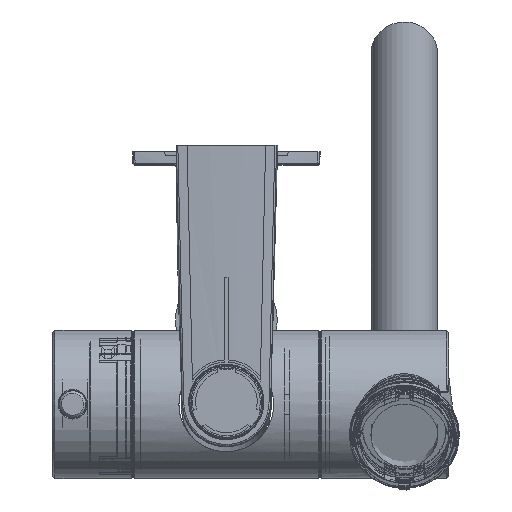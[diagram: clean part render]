
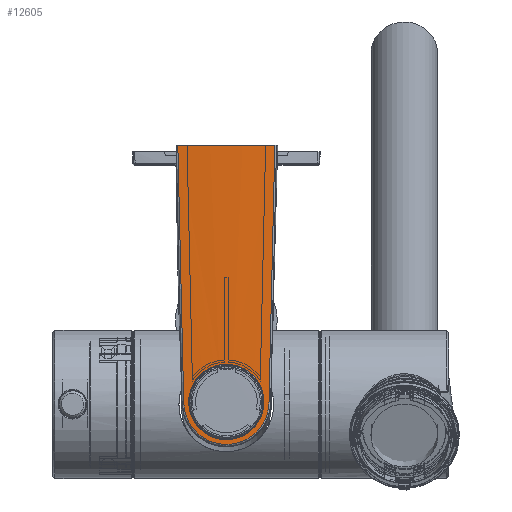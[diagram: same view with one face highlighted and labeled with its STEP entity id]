
A CAD part, top view. The second image highlights one B-rep face of the part: STEP entity #12605.
In plain terms, the highlighted conical face has half-angle 0.25 degrees and reference radius 199.852 mm.
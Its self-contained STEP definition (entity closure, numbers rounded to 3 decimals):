
#524=CONICAL_SURFACE('',#13910,199.853,0.004);
#889=CIRCLE('',#13909,200.);
#1642=B_SPLINE_CURVE_WITH_KNOTS('',3,(#24826,#24827,#24828,#24829),
 .UNSPECIFIED.,.F.,.F.,(4,4),(0.,0.058),.UNSPECIFIED.);
#1645=B_SPLINE_CURVE_WITH_KNOTS('',3,(#24873,#24874,#24875,#24876,#24877,
#24878,#24879,#24880,#24881,#24882,#24883),.UNSPECIFIED.,.F.,.F.,(4,1,1,
1,1,1,1,1,4),(0.085,0.088,0.092,
0.096,0.1,0.103,0.107,
0.111,0.115),.UNSPECIFIED.);
#1651=B_SPLINE_CURVE_WITH_KNOTS('',3,(#25168,#25169,#25170,#25171),
 .UNSPECIFIED.,.F.,.F.,(4,4),(0.,0.058),.UNSPECIFIED.);
#1652=B_SPLINE_CURVE_WITH_KNOTS('',3,(#25173,#25174,#25175,#25176,#25177,
#25178,#25179,#25180,#25181,#25182,#25183,#25184,#25185,#25186,#25187,#25188,
#25189,#25190,#25191),.UNSPECIFIED.,.T.,.F.,(1,1,1,1,1,1,1,1,1,1,1,1,1,
1,1,1,1,1,1,1,1,1,1),(-0.01,-0.007,-0.003,
0.,0.003,0.007,0.01,0.013,
0.017,0.02,0.023,0.027,
0.03,0.033,0.037,0.04,
0.043,0.046,0.05,0.053,
0.056,0.06,0.063),.UNSPECIFIED.);
#3766=ORIENTED_EDGE('',*,*,#6672,.F.);
#3767=ORIENTED_EDGE('',*,*,#6662,.T.);
#3768=ORIENTED_EDGE('',*,*,#6659,.T.);
#3769=ORIENTED_EDGE('',*,*,#6670,.F.);
#3770=ORIENTED_EDGE('',*,*,#6671,.T.);
#6659=EDGE_CURVE('',#8271,#8272,#1642,.T.);
#6662=EDGE_CURVE('',#8273,#8271,#1645,.T.);
#6670=EDGE_CURVE('',#8277,#8272,#889,.T.);
#6671=EDGE_CURVE('',#8277,#8273,#1651,.T.);
#6672=EDGE_CURVE('',#8278,#8278,#1652,.T.);
#8271=VERTEX_POINT('',#24830);
#8272=VERTEX_POINT('',#24831);
#8273=VERTEX_POINT('',#24884);
#8277=VERTEX_POINT('',#25154);
#8278=VERTEX_POINT('',#25192);
#10656=EDGE_LOOP('',(#3766));
#10657=EDGE_LOOP('',(#3767,#3768,#3769,#3770));
#11549=FACE_BOUND('',#10656,.T.);
#11550=FACE_BOUND('',#10657,.T.);
#12605=ADVANCED_FACE('',(#11549,#11550),#524,.T.);
#13909=AXIS2_PLACEMENT_3D('',#25155,#16339,#16340);
#13910=AXIS2_PLACEMENT_3D('',#25172,#16341,#16342);
#16339=DIRECTION('',(0.,1.,0.));
#16340=DIRECTION('',(0.,0.,-1.));
#16341=DIRECTION('',(0.,1.,0.));
#16342=DIRECTION('',(0.,0.,1.));
#24826=CARTESIAN_POINT('',(-9.631,-0.219,-29.714));
#24827=CARTESIAN_POINT('',(-10.072,19.187,-29.777));
#24828=CARTESIAN_POINT('',(-10.512,38.594,-29.839));
#24829=CARTESIAN_POINT('',(-10.952,58.,-29.9));
#24830=CARTESIAN_POINT('',(-9.629,-0.219,-29.714));
#24831=CARTESIAN_POINT('',(-10.952,58.,-29.9));
#24873=CARTESIAN_POINT('',(9.621,-0.219,-29.714));
#24874=CARTESIAN_POINT('',(9.593,-1.47,-29.71));
#24875=CARTESIAN_POINT('',(9.046,-3.928,-29.727));
#24876=CARTESIAN_POINT('',(6.891,-7.046,-29.803));
#24877=CARTESIAN_POINT('',(3.719,-9.118,-29.883));
#24878=CARTESIAN_POINT('',(-0.01,-9.844,-29.916));
#24879=CARTESIAN_POINT('',(-3.721,-9.115,-29.883));
#24880=CARTESIAN_POINT('',(-6.894,-7.045,-29.803));
#24881=CARTESIAN_POINT('',(-9.05,-3.924,-29.726));
#24882=CARTESIAN_POINT('',(-9.597,-1.469,-29.71));
#24883=CARTESIAN_POINT('',(-9.626,-0.219,-29.714));
#24884=CARTESIAN_POINT('',(9.621,-0.219,-29.714));
#25154=CARTESIAN_POINT('',(10.952,58.,-29.9));
#25155=CARTESIAN_POINT('',(0.,58.,169.8));
#25168=CARTESIAN_POINT('',(10.952,58.,-29.9));
#25169=CARTESIAN_POINT('',(10.509,38.594,-29.839));
#25170=CARTESIAN_POINT('',(10.066,19.187,-29.777));
#25171=CARTESIAN_POINT('',(9.621,-0.219,-29.714));
#25172=CARTESIAN_POINT('',(0.,24.199,169.8));
#25173=CARTESIAN_POINT('',(8.053,3.349,-29.8));
#25174=CARTESIAN_POINT('',(8.722,-0.003,-29.756));
#25175=CARTESIAN_POINT('',(8.057,-3.338,-29.771));
#25176=CARTESIAN_POINT('',(6.167,-6.165,-29.83));
#25177=CARTESIAN_POINT('',(3.348,-8.053,-29.892));
#25178=CARTESIAN_POINT('',(-0.003,-8.722,-29.919));
#25179=CARTESIAN_POINT('',(-3.338,-8.057,-29.892));
#25180=CARTESIAN_POINT('',(-6.165,-6.167,-29.83));
#25181=CARTESIAN_POINT('',(-8.054,-3.348,-29.771));
#25182=CARTESIAN_POINT('',(-8.722,0.004,-29.756));
#25183=CARTESIAN_POINT('',(-8.056,3.339,-29.8));
#25184=CARTESIAN_POINT('',(-6.167,6.165,-29.883));
#25185=CARTESIAN_POINT('',(-3.348,8.053,-29.962));
#25186=CARTESIAN_POINT('',(0.003,8.722,-29.995));
#25187=CARTESIAN_POINT('',(3.338,8.057,-29.962));
#25188=CARTESIAN_POINT('',(6.165,6.167,-29.883));
#25189=CARTESIAN_POINT('',(8.053,3.349,-29.8));
#25190=CARTESIAN_POINT('',(8.722,-0.003,-29.756));
#25191=CARTESIAN_POINT('',(8.057,-3.338,-29.771));
#25192=CARTESIAN_POINT('',(8.5,0.,-29.766));
